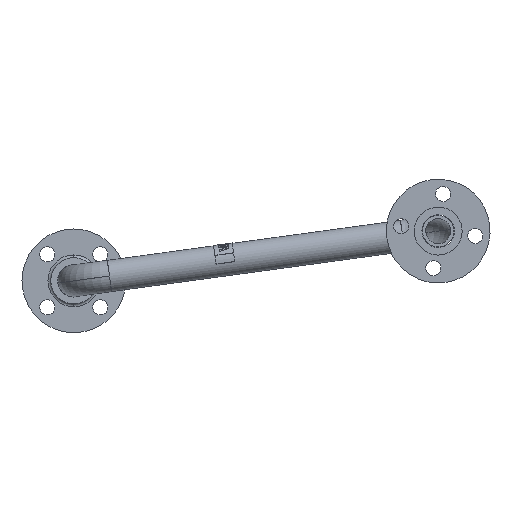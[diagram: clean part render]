
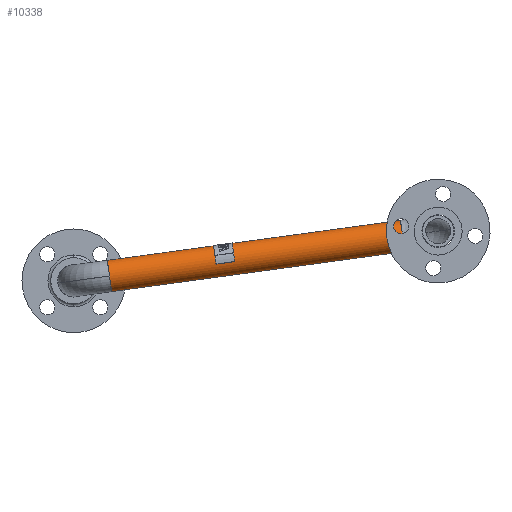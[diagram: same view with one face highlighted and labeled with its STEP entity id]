
A CAD part, left-side view. The second image highlights one B-rep face of the part: STEP entity #10338.
In plain terms, the highlighted cylindrical face has radius 16.7 mm (diameter 33.4 mm), a partial arc.
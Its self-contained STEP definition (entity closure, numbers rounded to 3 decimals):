
#206 = LINE ( 'NONE', #5574, #8248 ) ;
#888 = CARTESIAN_POINT ( 'NONE',  ( -189.05, -351.9, 16.7 ) ) ;
#1114 = ORIENTED_EDGE ( 'NONE', *, *, #2372, .F. ) ;
#1147 = DIRECTION ( 'NONE',  ( 1., 0., 0. ) ) ;
#1243 = CARTESIAN_POINT ( 'NONE',  ( -189.05, -351.9, 0. ) ) ;
#1318 = VERTEX_POINT ( 'NONE', #888 ) ;
#1369 = DIRECTION ( 'NONE',  ( 0., 1., 0. ) ) ;
#1403 = CIRCLE ( 'NONE', #4117, 16.7 ) ;
#1972 = DIRECTION ( 'NONE',  ( 0., -1., 0. ) ) ;
#2372 = EDGE_CURVE ( 'NONE', #1318, #7015, #1403, .T. ) ;
#2785 = LINE ( 'NONE', #5509, #9320 ) ;
#3018 = CARTESIAN_POINT ( 'NONE',  ( -189.05, -351.9, 0. ) ) ;
#3075 = DIRECTION ( 'NONE',  ( 0., 0., 1. ) ) ;
#3402 = AXIS2_PLACEMENT_3D ( 'NONE', #9692, #6226, #1147 ) ;
#4117 = AXIS2_PLACEMENT_3D ( 'NONE', #1243, #1972, #7339 ) ;
#4398 = VERTEX_POINT ( 'NONE', #6549 ) ;
#4892 = CARTESIAN_POINT ( 'NONE',  ( -189.05, -351.9, -16.7 ) ) ;
#5509 = CARTESIAN_POINT ( 'NONE',  ( -189.05, -351.9, 16.7 ) ) ;
#5574 = CARTESIAN_POINT ( 'NONE',  ( -189.05, -351.9, -16.7 ) ) ;
#5616 = FACE_OUTER_BOUND ( 'NONE', #10390, .T. ) ;
#5621 = ORIENTED_EDGE ( 'NONE', *, *, #9047, .T. ) ;
#5993 = AXIS2_PLACEMENT_3D ( 'NONE', #3018, #1369, #3075 ) ;
#6226 = DIRECTION ( 'NONE',  ( 0., -1., 0. ) ) ;
#6229 = DIRECTION ( 'NONE',  ( 0., 1., 0. ) ) ;
#6373 = VERTEX_POINT ( 'NONE', #6725 ) ;
#6549 = CARTESIAN_POINT ( 'NONE',  ( -189.05, -38.1, 16.7 ) ) ;
#6725 = CARTESIAN_POINT ( 'NONE',  ( -189.05, -38.1, -16.7 ) ) ;
#6972 = ORIENTED_EDGE ( 'NONE', *, *, #7345, .T. ) ;
#7015 = VERTEX_POINT ( 'NONE', #4892 ) ;
#7339 = DIRECTION ( 'NONE',  ( 1., 0., 0. ) ) ;
#7345 = EDGE_CURVE ( 'NONE', #1318, #4398, #2785, .T. ) ;
#7916 = DIRECTION ( 'NONE',  ( 0., 1., 0. ) ) ;
#8163 = ORIENTED_EDGE ( 'NONE', *, *, #8220, .F. ) ;
#8220 = EDGE_CURVE ( 'NONE', #7015, #6373, #206, .T. ) ;
#8248 = VECTOR ( 'NONE', #7916, 1000. ) ;
#9047 = EDGE_CURVE ( 'NONE', #4398, #6373, #10205, .T. ) ;
#9320 = VECTOR ( 'NONE', #6229, 1000. ) ;
#9692 = CARTESIAN_POINT ( 'NONE',  ( -189.05, -38.1, 0. ) ) ;
#10205 = CIRCLE ( 'NONE', #3402, 16.7 ) ;
#10338 = ADVANCED_FACE ( 'NONE', ( #5616 ), #10588, .T. ) ;
#10390 = EDGE_LOOP ( 'NONE', ( #8163, #1114, #6972, #5621 ) ) ;
#10588 = CYLINDRICAL_SURFACE ( 'NONE', #5993, 16.7 ) ;
